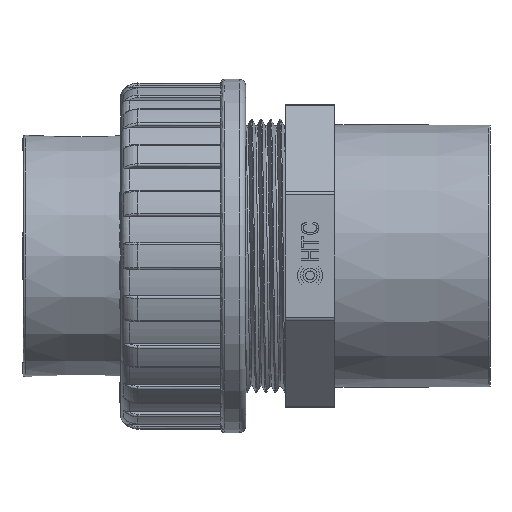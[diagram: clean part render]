
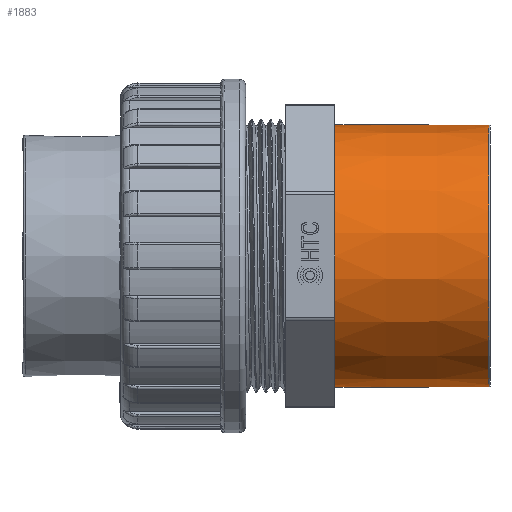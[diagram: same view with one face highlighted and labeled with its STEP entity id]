
A CAD part, left-side view. The second image highlights one B-rep face of the part: STEP entity #1883.
In plain terms, the highlighted conical face has half-angle 0.076 degrees and reference radius 31.501 mm.
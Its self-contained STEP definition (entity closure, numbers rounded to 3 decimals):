
#1726=CONICAL_SURFACE('',#30609,31.501,0.076);
#1883=ADVANCED_FACE('',(#12547,#12548),#1726,.T.);
#12547=FACE_BOUND('',#12759,.T.);
#12548=FACE_BOUND('',#12760,.T.);
#12759=EDGE_LOOP('',(#14618));
#12760=EDGE_LOOP('',(#14619));
#14618=ORIENTED_EDGE('',*,*,#26156,.T.);
#14619=ORIENTED_EDGE('',*,*,#26155,.F.);
#23257=VERTEX_POINT('',#40150);
#23258=VERTEX_POINT('',#40153);
#26155=EDGE_CURVE('',#23257,#23257,#30291,.T.);
#26156=EDGE_CURVE('',#23258,#23258,#30292,.T.);
#30291=CIRCLE('',#30606,31.501);
#30292=CIRCLE('',#30608,31.55);
#30606=AXIS2_PLACEMENT_3D('',#40149,#32447,#32448);
#30608=AXIS2_PLACEMENT_3D('',#40152,#32451,#32452);
#30609=AXIS2_PLACEMENT_3D('',#40154,#32453,#32454);
#32447=DIRECTION('',(0.,-1.,0.));
#32448=DIRECTION('',(0.,0.,-1.));
#32451=DIRECTION('',(0.,-1.,0.));
#32452=DIRECTION('',(0.,0.,-1.));
#32453=DIRECTION('',(0.,1.,0.));
#32454=DIRECTION('',(0.,0.,-1.));
#40149=CARTESIAN_POINT('',(383.531,-78.337,-23.58));
#40150=CARTESIAN_POINT('',(383.531,-78.337,-55.081));
#40152=CARTESIAN_POINT('',(383.531,-41.336,-23.58));
#40153=CARTESIAN_POINT('',(383.531,-41.336,-55.13));
#40154=CARTESIAN_POINT('',(383.531,-78.337,-23.58));
